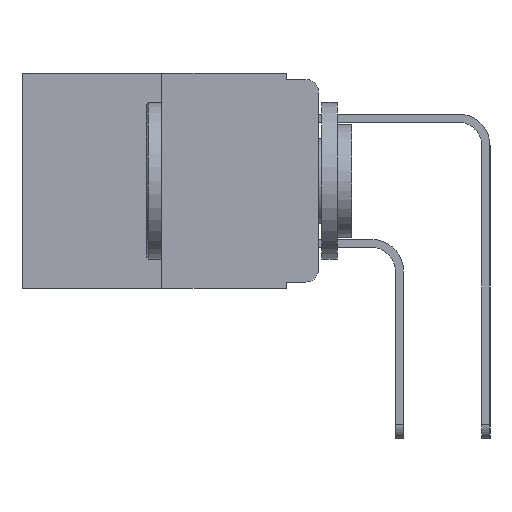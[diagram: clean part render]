
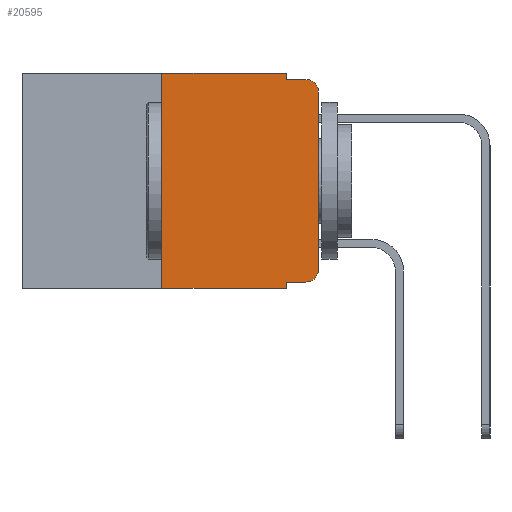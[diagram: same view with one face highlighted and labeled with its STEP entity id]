
A CAD part, left-side view. The second image highlights one B-rep face of the part: STEP entity #20595.
In plain terms, the highlighted planar face has unit normal (-1, 0, 0).
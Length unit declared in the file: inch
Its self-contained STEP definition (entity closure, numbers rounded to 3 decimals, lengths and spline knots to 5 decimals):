
#1171 = ORIENTED_EDGE ( 'NONE', *, *, #16608, .F. ) ;
#1926 = EDGE_LOOP ( 'NONE', ( #4906, #18283, #8140, #12167, #1171, #9998, #16682, #7600, #12694, #5342 ) ) ;
#1952 = LINE ( 'NONE', #16950, #9511 ) ;
#2708 = CIRCLE ( 'NONE', #10969, 0.02 ) ;
#3678 = FACE_OUTER_BOUND ( 'NONE', #1926, .T. ) ;
#3683 = CARTESIAN_POINT ( 'NONE',  ( 0., 0., 0. ) ) ;
#4067 = VERTEX_POINT ( 'NONE', #10215 ) ;
#4160 = PLANE ( 'NONE',  #19216 ) ;
#4749 = VECTOR ( 'NONE', #8133, 39.37008 ) ;
#4906 = ORIENTED_EDGE ( 'NONE', *, *, #16057, .T. ) ;
#4942 = VECTOR ( 'NONE', #19736, 39.37008 ) ;
#5024 = VERTEX_POINT ( 'NONE', #9567 ) ;
#5152 = CARTESIAN_POINT ( 'NONE',  ( 0., 0.473, 0. ) ) ;
#5342 = ORIENTED_EDGE ( 'NONE', *, *, #6520, .T. ) ;
#5361 = VERTEX_POINT ( 'NONE', #15153 ) ;
#5437 = LINE ( 'NONE', #9221, #17542 ) ;
#5785 = DIRECTION ( 'NONE',  ( 0., 0., -1. ) ) ;
#5860 = CARTESIAN_POINT ( 'NONE',  ( 0., 0.02, -0.313 ) ) ;
#5880 = DIRECTION ( 'NONE',  ( 0., -1., 0. ) ) ;
#5884 = DIRECTION ( 'NONE',  ( 0., 0., -1. ) ) ;
#6283 = AXIS2_PLACEMENT_3D ( 'NONE', #16102, #6622, #17687 ) ;
#6333 = VERTEX_POINT ( 'NONE', #13264 ) ;
#6520 = EDGE_CURVE ( 'NONE', #12348, #5361, #2708, .T. ) ;
#6622 = DIRECTION ( 'NONE',  ( -1., 0., 0. ) ) ;
#6831 = LINE ( 'NONE', #3683, #11048 ) ;
#7126 = VECTOR ( 'NONE', #19602, 39.37008 ) ;
#7455 = DIRECTION ( 'NONE',  ( 0., 0., -1. ) ) ;
#7600 = ORIENTED_EDGE ( 'NONE', *, *, #9706, .F. ) ;
#7860 = EDGE_CURVE ( 'NONE', #15323, #9393, #18851, .T. ) ;
#8133 = DIRECTION ( 'NONE',  ( 0., -1., 0. ) ) ;
#8140 = ORIENTED_EDGE ( 'NONE', *, *, #13938, .F. ) ;
#8340 = DIRECTION ( 'NONE',  ( 0., -1., 0. ) ) ;
#8655 = EDGE_CURVE ( 'NONE', #5024, #12348, #16868, .T. ) ;
#8897 = CARTESIAN_POINT ( 'NONE',  ( 0., 0.473, 0. ) ) ;
#9104 = CARTESIAN_POINT ( 'NONE',  ( 0., 0.051, 0. ) ) ;
#9221 = CARTESIAN_POINT ( 'NONE',  ( 0., 0.051, 0. ) ) ;
#9393 = VERTEX_POINT ( 'NONE', #17851 ) ;
#9511 = VECTOR ( 'NONE', #5884, 39.37008 ) ;
#9567 = CARTESIAN_POINT ( 'NONE',  ( 0., 0.051, -0.333 ) ) ;
#9706 = EDGE_CURVE ( 'NONE', #5024, #9393, #5437, .T. ) ;
#9998 = ORIENTED_EDGE ( 'NONE', *, *, #10771, .F. ) ;
#10015 = DIRECTION ( 'NONE',  ( 0., 0., 1. ) ) ;
#10126 = CARTESIAN_POINT ( 'NONE',  ( 0., 0.25, 0. ) ) ;
#10215 = CARTESIAN_POINT ( 'NONE',  ( 0., 0., -0.03 ) ) ;
#10269 = CARTESIAN_POINT ( 'NONE',  ( 0., 0.051, -0.01 ) ) ;
#10434 = VECTOR ( 'NONE', #5880, 39.37008 ) ;
#10771 = EDGE_CURVE ( 'NONE', #15323, #15203, #15039, .T. ) ;
#10969 = AXIS2_PLACEMENT_3D ( 'NONE', #5860, #16922, #7455 ) ;
#11048 = VECTOR ( 'NONE', #10015, 39.37008 ) ;
#12167 = ORIENTED_EDGE ( 'NONE', *, *, #12891, .F. ) ;
#12236 = VERTEX_POINT ( 'NONE', #18508 ) ;
#12348 = VERTEX_POINT ( 'NONE', #13988 ) ;
#12600 = CARTESIAN_POINT ( 'NONE',  ( 0., 0.25, -0.343 ) ) ;
#12694 = ORIENTED_EDGE ( 'NONE', *, *, #8655, .T. ) ;
#12748 = VECTOR ( 'NONE', #8340, 39.37008 ) ;
#12891 = EDGE_CURVE ( 'NONE', #14082, #12236, #1952, .T. ) ;
#13264 = CARTESIAN_POINT ( 'NONE',  ( 0., 0.02, -0.01 ) ) ;
#13938 = EDGE_CURVE ( 'NONE', #12236, #6333, #16566, .T. ) ;
#13988 = CARTESIAN_POINT ( 'NONE',  ( 0., 0.02, -0.333 ) ) ;
#14039 = CIRCLE ( 'NONE', #6283, 0.02 ) ;
#14082 = VERTEX_POINT ( 'NONE', #9104 ) ;
#15001 = EDGE_CURVE ( 'NONE', #4067, #6333, #14039, .T. ) ;
#15039 = LINE ( 'NONE', #10126, #7126 ) ;
#15153 = CARTESIAN_POINT ( 'NONE',  ( 0., 0., -0.313 ) ) ;
#15203 = VERTEX_POINT ( 'NONE', #17107 ) ;
#15239 = DIRECTION ( 'NONE',  ( 1., 0., 0. ) ) ;
#15323 = VERTEX_POINT ( 'NONE', #12600 ) ;
#15423 = CARTESIAN_POINT ( 'NONE',  ( 0., 0.473, -0.343 ) ) ;
#16057 = EDGE_CURVE ( 'NONE', #5361, #4067, #6831, .T. ) ;
#16102 = CARTESIAN_POINT ( 'NONE',  ( 0., 0.02, -0.03 ) ) ;
#16566 = LINE ( 'NONE', #10269, #4942 ) ;
#16608 = EDGE_CURVE ( 'NONE', #15203, #14082, #16952, .T. ) ;
#16682 = ORIENTED_EDGE ( 'NONE', *, *, #7860, .T. ) ;
#16868 = LINE ( 'NONE', #19199, #4749 ) ;
#16922 = DIRECTION ( 'NONE',  ( -1., 0., 0. ) ) ;
#16950 = CARTESIAN_POINT ( 'NONE',  ( 0., 0.051, 0. ) ) ;
#16952 = LINE ( 'NONE', #5152, #12748 ) ;
#17099 = DIRECTION ( 'NONE',  ( 0., 0., -1. ) ) ;
#17107 = CARTESIAN_POINT ( 'NONE',  ( 0., 0.25, 0. ) ) ;
#17542 = VECTOR ( 'NONE', #17099, 39.37008 ) ;
#17687 = DIRECTION ( 'NONE',  ( 0., 0., -1. ) ) ;
#17851 = CARTESIAN_POINT ( 'NONE',  ( 0., 0.051, -0.343 ) ) ;
#18283 = ORIENTED_EDGE ( 'NONE', *, *, #15001, .T. ) ;
#18508 = CARTESIAN_POINT ( 'NONE',  ( 0., 0.051, -0.01 ) ) ;
#18851 = LINE ( 'NONE', #15423, #10434 ) ;
#19199 = CARTESIAN_POINT ( 'NONE',  ( 0., 0.051, -0.333 ) ) ;
#19216 = AXIS2_PLACEMENT_3D ( 'NONE', #8897, #15239, #5785 ) ;
#19602 = DIRECTION ( 'NONE',  ( 0., 0., 1. ) ) ;
#19736 = DIRECTION ( 'NONE',  ( 0., -1., 0. ) ) ;
#20595 = ADVANCED_FACE ( 'NONE', ( #3678 ), #4160, .F. ) ;
